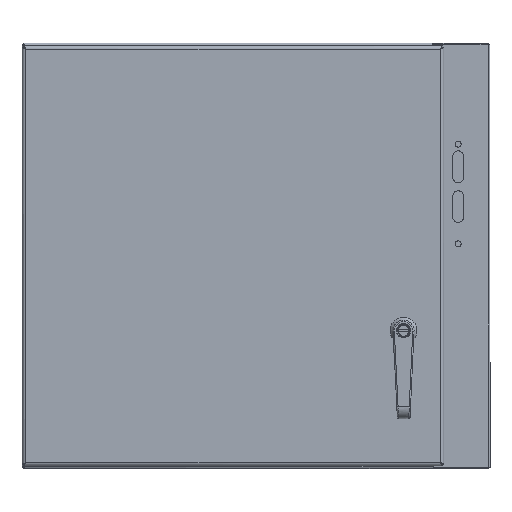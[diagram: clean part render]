
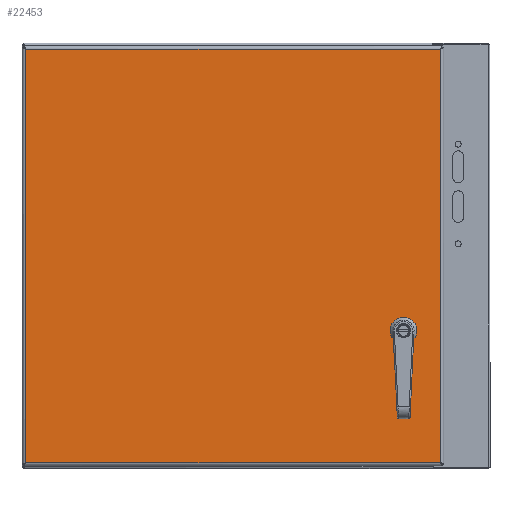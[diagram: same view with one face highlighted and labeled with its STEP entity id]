
A CAD part, top view. The second image highlights one B-rep face of the part: STEP entity #22453.
In plain terms, the highlighted planar face has unit normal (0, 0, 1).
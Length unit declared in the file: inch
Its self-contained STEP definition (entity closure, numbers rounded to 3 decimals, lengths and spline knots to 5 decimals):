
#426 = VERTEX_POINT ( 'NONE', #5523 ) ;
#726 = CARTESIAN_POINT ( 'NONE',  ( 19.55112, 19.7223, 8.87125 ) ) ;
#755 = EDGE_CURVE ( 'NONE', #35572, #426, #57009, .T. ) ;
#1806 = EDGE_LOOP ( 'NONE', ( #44073, #51749, #3473, #5650 ) ) ;
#3404 = LINE ( 'NONE', #46352, #45605 ) ;
#3424 = CIRCLE ( 'NONE', #5943, 0.453 ) ;
#3473 = ORIENTED_EDGE ( 'NONE', *, *, #755, .F. ) ;
#4755 = DIRECTION ( 'NONE',  ( 0., 1., 0. ) ) ;
#5523 = CARTESIAN_POINT ( 'NONE',  ( 0.04402, 19.7223, 8.87125 ) ) ;
#5650 = ORIENTED_EDGE ( 'NONE', *, *, #43591, .F. ) ;
#5943 = AXIS2_PLACEMENT_3D ( 'NONE', #68284, #49566, #13671 ) ;
#6058 = DIRECTION ( 'NONE',  ( 0., 1., 0. ) ) ;
#6639 = EDGE_CURVE ( 'NONE', #21899, #34677, #61811, .T. ) ;
#8338 = ORIENTED_EDGE ( 'NONE', *, *, #41971, .T. ) ;
#11930 = CARTESIAN_POINT ( 'NONE',  ( 9.79757, 10., 8.87125 ) ) ;
#12253 = ORIENTED_EDGE ( 'NONE', *, *, #6639, .T. ) ;
#13489 = ORIENTED_EDGE ( 'NONE', *, *, #38309, .T. ) ;
#13671 = DIRECTION ( 'NONE',  ( 0., 1., 0. ) ) ;
#13790 = CARTESIAN_POINT ( 'NONE',  ( 18.01644, 6.07, 8.87125 ) ) ;
#15638 = CARTESIAN_POINT ( 'NONE',  ( 17.80382, 6.47, 8.87125 ) ) ;
#15696 = CARTESIAN_POINT ( 'NONE',  ( 0.04402, 0.2777, 8.87125 ) ) ;
#16990 = CARTESIAN_POINT ( 'NONE',  ( 18.20382, 6.25738, 8.87125 ) ) ;
#17128 = CARTESIAN_POINT ( 'NONE',  ( 17.40382, 6.68262, 8.87125 ) ) ;
#17654 = CIRCLE ( 'NONE', #37563, 0.453 ) ;
#18246 = EDGE_CURVE ( 'NONE', #56254, #55534, #3424, .T. ) ;
#18821 = VERTEX_POINT ( 'NONE', #41615 ) ;
#19276 = VERTEX_POINT ( 'NONE', #53787 ) ;
#19483 = LINE ( 'NONE', #42906, #21325 ) ;
#20351 = VECTOR ( 'NONE', #28534, 39.37008 ) ;
#20585 = CARTESIAN_POINT ( 'NONE',  ( 17.40382, 6.25738, 8.87125 ) ) ;
#21325 = VECTOR ( 'NONE', #66696, 39.37008 ) ;
#21856 = DIRECTION ( 'NONE',  ( 0., 0., -1. ) ) ;
#21899 = VERTEX_POINT ( 'NONE', #17128 ) ;
#22062 = ORIENTED_EDGE ( 'NONE', *, *, #57513, .T. ) ;
#22453 = ADVANCED_FACE ( 'NONE', ( #29516, #53309 ), #77110, .F. ) ;
#23329 = DIRECTION ( 'NONE',  ( 0., 1., 0. ) ) ;
#23484 = CARTESIAN_POINT ( 'NONE',  ( 19.55112, 10., 8.87125 ) ) ;
#23535 = DIRECTION ( 'NONE',  ( 0., 1., 0. ) ) ;
#24007 = VECTOR ( 'NONE', #24203, 39.37008 ) ;
#24203 = DIRECTION ( 'NONE',  ( -1., 0., 0. ) ) ;
#24901 = VECTOR ( 'NONE', #46911, 39.37008 ) ;
#25172 = ORIENTED_EDGE ( 'NONE', *, *, #18246, .T. ) ;
#25576 = EDGE_LOOP ( 'NONE', ( #13489, #71247, #25172, #8338, #47499, #26382, #12253, #22062 ) ) ;
#26382 = ORIENTED_EDGE ( 'NONE', *, *, #43311, .T. ) ;
#27630 = VERTEX_POINT ( 'NONE', #55893 ) ;
#27743 = CARTESIAN_POINT ( 'NONE',  ( 0.04402, 10., 8.87125 ) ) ;
#28534 = DIRECTION ( 'NONE',  ( 0., 1., 0. ) ) ;
#28876 = VECTOR ( 'NONE', #34956, 39.37008 ) ;
#29045 = EDGE_CURVE ( 'NONE', #19276, #48343, #56779, .T. ) ;
#29516 = FACE_OUTER_BOUND ( 'NONE', #1806, .T. ) ;
#30159 = VERTEX_POINT ( 'NONE', #50244 ) ;
#30528 = LINE ( 'NONE', #47727, #50142 ) ;
#34677 = VERTEX_POINT ( 'NONE', #71385 ) ;
#34956 = DIRECTION ( 'NONE',  ( 0., -1., 0. ) ) ;
#35572 = VERTEX_POINT ( 'NONE', #15696 ) ;
#36750 = EDGE_CURVE ( 'NONE', #426, #41804, #3404, .T. ) ;
#37563 = AXIS2_PLACEMENT_3D ( 'NONE', #15638, #45306, #23329 ) ;
#38309 = EDGE_CURVE ( 'NONE', #30159, #18821, #17654, .T. ) ;
#41615 = CARTESIAN_POINT ( 'NONE',  ( 18.20382, 6.68262, 8.87125 ) ) ;
#41804 = VERTEX_POINT ( 'NONE', #726 ) ;
#41949 = AXIS2_PLACEMENT_3D ( 'NONE', #47703, #71132, #4755 ) ;
#41971 = EDGE_CURVE ( 'NONE', #55534, #19276, #19483, .T. ) ;
#42558 = EDGE_CURVE ( 'NONE', #18821, #56254, #70461, .T. ) ;
#42670 = CARTESIAN_POINT ( 'NONE',  ( 18.01644, 6.87, 8.87125 ) ) ;
#42906 = CARTESIAN_POINT ( 'NONE',  ( 17.59119, 6.07, 8.87125 ) ) ;
#43190 = CARTESIAN_POINT ( 'NONE',  ( 18.20382, 6.25738, 8.87125 ) ) ;
#43311 = EDGE_CURVE ( 'NONE', #48343, #21899, #30528, .T. ) ;
#43374 = AXIS2_PLACEMENT_3D ( 'NONE', #11930, #59544, #6058 ) ;
#43591 = EDGE_CURVE ( 'NONE', #27630, #35572, #71448, .T. ) ;
#44073 = ORIENTED_EDGE ( 'NONE', *, *, #64013, .F. ) ;
#45306 = DIRECTION ( 'NONE',  ( 0., 0., -1. ) ) ;
#45605 = VECTOR ( 'NONE', #69784, 39.37008 ) ;
#46352 = CARTESIAN_POINT ( 'NONE',  ( 9.79757, 19.7223, 8.87125 ) ) ;
#46852 = VECTOR ( 'NONE', #60585, 39.37008 ) ;
#46911 = DIRECTION ( 'NONE',  ( 0., -1., 0. ) ) ;
#47499 = ORIENTED_EDGE ( 'NONE', *, *, #29045, .T. ) ;
#47703 = CARTESIAN_POINT ( 'NONE',  ( 17.80382, 6.47, 8.87125 ) ) ;
#47727 = CARTESIAN_POINT ( 'NONE',  ( 17.40382, 6.68262, 8.87125 ) ) ;
#48343 = VERTEX_POINT ( 'NONE', #20585 ) ;
#49566 = DIRECTION ( 'NONE',  ( 0., 0., -1. ) ) ;
#50142 = VECTOR ( 'NONE', #23535, 39.37008 ) ;
#50244 = CARTESIAN_POINT ( 'NONE',  ( 18.01644, 6.87, 8.87125 ) ) ;
#51524 = DIRECTION ( 'NONE',  ( 0., 1., 0. ) ) ;
#51749 = ORIENTED_EDGE ( 'NONE', *, *, #36750, .F. ) ;
#53309 = FACE_BOUND ( 'NONE', #25576, .T. ) ;
#53787 = CARTESIAN_POINT ( 'NONE',  ( 17.59119, 6.07, 8.87125 ) ) ;
#55534 = VERTEX_POINT ( 'NONE', #13790 ) ;
#55893 = CARTESIAN_POINT ( 'NONE',  ( 19.55112, 0.2777, 8.87125 ) ) ;
#56254 = VERTEX_POINT ( 'NONE', #43190 ) ;
#56779 = CIRCLE ( 'NONE', #60518, 0.453 ) ;
#57009 = LINE ( 'NONE', #27743, #20351 ) ;
#57513 = EDGE_CURVE ( 'NONE', #34677, #30159, #71864, .T. ) ;
#59544 = DIRECTION ( 'NONE',  ( 0., 0., -1. ) ) ;
#59725 = CARTESIAN_POINT ( 'NONE',  ( 9.79757, 0.2777, 8.87125 ) ) ;
#60518 = AXIS2_PLACEMENT_3D ( 'NONE', #70291, #21856, #51524 ) ;
#60585 = DIRECTION ( 'NONE',  ( 1., 0., 0. ) ) ;
#61811 = CIRCLE ( 'NONE', #41949, 0.453 ) ;
#64013 = EDGE_CURVE ( 'NONE', #41804, #27630, #64854, .T. ) ;
#64854 = LINE ( 'NONE', #23484, #24901 ) ;
#66696 = DIRECTION ( 'NONE',  ( -1., 0., 0. ) ) ;
#68284 = CARTESIAN_POINT ( 'NONE',  ( 17.80382, 6.47, 8.87125 ) ) ;
#69784 = DIRECTION ( 'NONE',  ( 1., 0., 0. ) ) ;
#70291 = CARTESIAN_POINT ( 'NONE',  ( 17.80382, 6.47, 8.87125 ) ) ;
#70461 = LINE ( 'NONE', #16990, #28876 ) ;
#71132 = DIRECTION ( 'NONE',  ( 0., 0., -1. ) ) ;
#71247 = ORIENTED_EDGE ( 'NONE', *, *, #42558, .T. ) ;
#71385 = CARTESIAN_POINT ( 'NONE',  ( 17.59119, 6.87, 8.87125 ) ) ;
#71448 = LINE ( 'NONE', #59725, #24007 ) ;
#71864 = LINE ( 'NONE', #42670, #46852 ) ;
#77110 = PLANE ( 'NONE',  #43374 ) ;
